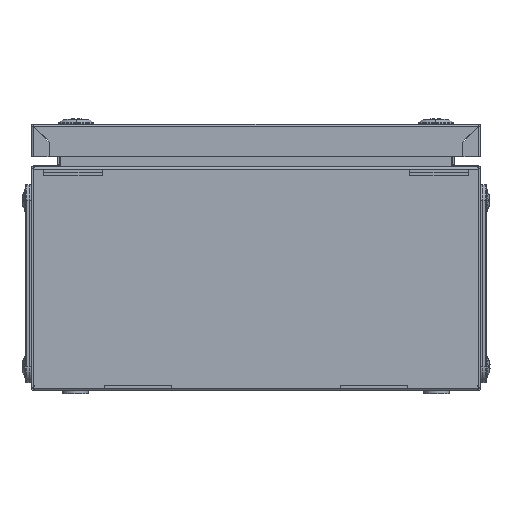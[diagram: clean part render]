
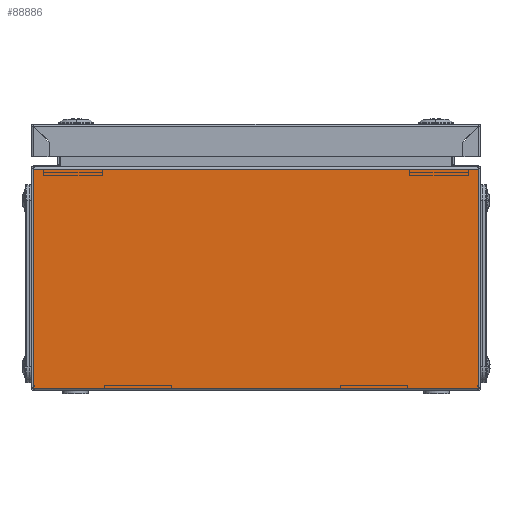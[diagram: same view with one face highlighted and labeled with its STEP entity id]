
A CAD part, left-side view. The second image highlights one B-rep face of the part: STEP entity #88886.
In plain terms, the highlighted planar face has unit normal (-1, 0, 0).
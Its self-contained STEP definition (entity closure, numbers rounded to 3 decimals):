
#447 = CARTESIAN_POINT ( 'NONE',  ( -250., 98.75, 0.1 ) ) ;
#448 = CARTESIAN_POINT ( 'NONE',  ( -250., -98.75, 0.1 ) ) ;
#449 = CARTESIAN_POINT ( 'NONE',  ( -250., 99., 1.143 ) ) ;
#451 = CARTESIAN_POINT ( 'NONE',  ( -250., 99., 97.443 ) ) ;
#453 = CARTESIAN_POINT ( 'NONE',  ( -250., 98.75, 1.143 ) ) ;
#454 = CARTESIAN_POINT ( 'NONE',  ( -250., -99., 97.443 ) ) ;
#456 = CARTESIAN_POINT ( 'NONE',  ( -250., -98.75, 1.143 ) ) ;
#457 = CARTESIAN_POINT ( 'NONE',  ( -250., -99., 1.143 ) ) ;
#6253 = EDGE_CURVE ( 'NONE', #50519, #50522, #84774, .T. ) ;
#6260 = EDGE_CURVE ( 'NONE', #50525, #50536, #84788, .T. ) ;
#6265 = EDGE_CURVE ( 'NONE', #50525, #50530, #84776, .T. ) ;
#6269 = EDGE_CURVE ( 'NONE', #50539, #50548, #84792, .T. ) ;
#6274 = EDGE_CURVE ( 'NONE', #50548, #50545, #84806, .T. ) ;
#6277 = EDGE_CURVE ( 'NONE', #50530, #50539, #84812, .T. ) ;
#6279 = EDGE_CURVE ( 'NONE', #50536, #50519, #84802, .T. ) ;
#6281 = EDGE_CURVE ( 'NONE', #50545, #50522, #84818, .T. ) ;
#33078 = EDGE_LOOP ( 'NONE', ( #103959, #103962, #103966, #103970, #103973, #103977, #103981, #103984 ) ) ;
#50519 = VERTEX_POINT ( 'NONE', #447 ) ;
#50522 = VERTEX_POINT ( 'NONE', #448 ) ;
#50525 = VERTEX_POINT ( 'NONE', #449 ) ;
#50530 = VERTEX_POINT ( 'NONE', #451 ) ;
#50536 = VERTEX_POINT ( 'NONE', #453 ) ;
#50539 = VERTEX_POINT ( 'NONE', #454 ) ;
#50545 = VERTEX_POINT ( 'NONE', #456 ) ;
#50548 = VERTEX_POINT ( 'NONE', #457 ) ;
#59213 = AXIS2_PLACEMENT_3D ( 'NONE', #102526, #102550, #102552 ) ;
#84770 = CARTESIAN_POINT ( 'NONE',  ( -250., 87., 0.1 ) ) ;
#84774 = LINE ( 'NONE', #84770, #89549 ) ;
#84776 = LINE ( 'NONE', #84795, #89553 ) ;
#84782 = DIRECTION ( 'NONE',  ( 0., -1., 0. ) ) ;
#84788 = LINE ( 'NONE', #84789, #89557 ) ;
#84789 = CARTESIAN_POINT ( 'NONE',  ( -250., -675.519, 1.143 ) ) ;
#84790 = DIRECTION ( 'NONE',  ( 0., -1., 0. ) ) ;
#84792 = LINE ( 'NONE', #84801, #89563 ) ;
#84795 = CARTESIAN_POINT ( 'NONE',  ( -250., 99., 97.543 ) ) ;
#84797 = DIRECTION ( 'NONE',  ( 0., 0., 1. ) ) ;
#84801 = CARTESIAN_POINT ( 'NONE',  ( -250., -99., 97.543 ) ) ;
#84802 = LINE ( 'NONE', #84816, #89570 ) ;
#84803 = DIRECTION ( 'NONE',  ( 0., 0., -1. ) ) ;
#84806 = LINE ( 'NONE', #84808, #89568 ) ;
#84808 = CARTESIAN_POINT ( 'NONE',  ( -250., -675.519, 1.143 ) ) ;
#84809 = DIRECTION ( 'NONE',  ( 0., 1., 0. ) ) ;
#84812 = LINE ( 'NONE', #84814, #89572 ) ;
#84814 = CARTESIAN_POINT ( 'NONE',  ( -250., 87., 97.443 ) ) ;
#84815 = DIRECTION ( 'NONE',  ( 0., -1., 0. ) ) ;
#84816 = CARTESIAN_POINT ( 'NONE',  ( -250., 98.75, -248.957 ) ) ;
#84817 = DIRECTION ( 'NONE',  ( 0., 0., -1. ) ) ;
#84818 = LINE ( 'NONE', #84819, #89576 ) ;
#84819 = CARTESIAN_POINT ( 'NONE',  ( -250., -98.75, -248.957 ) ) ;
#84820 = DIRECTION ( 'NONE',  ( 0., 0., -1. ) ) ;
#88886 = ADVANCED_FACE ( 'NONE', ( #102544 ), #102546, .T. ) ;
#89549 = VECTOR ( 'NONE', #84782, 1000. ) ;
#89553 = VECTOR ( 'NONE', #84797, 1000. ) ;
#89557 = VECTOR ( 'NONE', #84790, 1000. ) ;
#89563 = VECTOR ( 'NONE', #84803, 1000. ) ;
#89568 = VECTOR ( 'NONE', #84809, 1000. ) ;
#89570 = VECTOR ( 'NONE', #84817, 1000. ) ;
#89572 = VECTOR ( 'NONE', #84815, 1000. ) ;
#89576 = VECTOR ( 'NONE', #84820, 1000. ) ;
#102526 = CARTESIAN_POINT ( 'NONE',  ( -250., 87., -621.457 ) ) ;
#102544 = FACE_OUTER_BOUND ( 'NONE', #33078, .T. ) ;
#102546 = PLANE ( 'NONE',  #59213 ) ;
#102550 = DIRECTION ( 'NONE',  ( -1., 0., 0. ) ) ;
#102552 = DIRECTION ( 'NONE',  ( 0., 0., 1. ) ) ;
#103959 = ORIENTED_EDGE ( 'NONE', *, *, #6277, .F. ) ;
#103962 = ORIENTED_EDGE ( 'NONE', *, *, #6265, .F. ) ;
#103966 = ORIENTED_EDGE ( 'NONE', *, *, #6260, .T. ) ;
#103970 = ORIENTED_EDGE ( 'NONE', *, *, #6279, .T. ) ;
#103973 = ORIENTED_EDGE ( 'NONE', *, *, #6253, .T. ) ;
#103977 = ORIENTED_EDGE ( 'NONE', *, *, #6281, .F. ) ;
#103981 = ORIENTED_EDGE ( 'NONE', *, *, #6274, .F. ) ;
#103984 = ORIENTED_EDGE ( 'NONE', *, *, #6269, .F. ) ;
